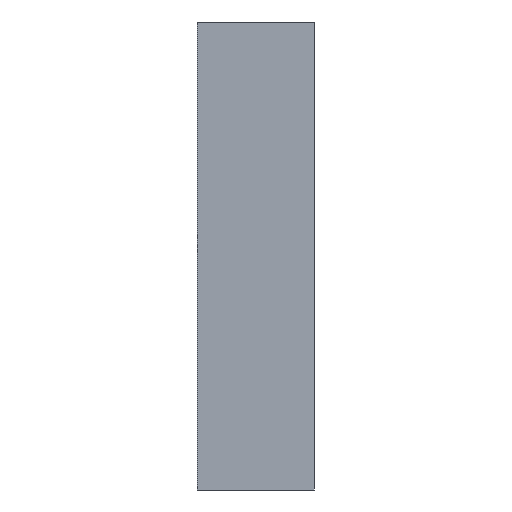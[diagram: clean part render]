
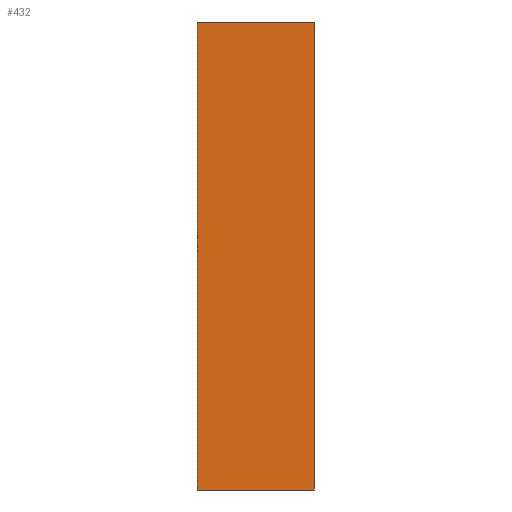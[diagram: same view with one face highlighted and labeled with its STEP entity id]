
A CAD part, left-side view. The second image highlights one B-rep face of the part: STEP entity #432.
In plain terms, the highlighted planar face has unit normal (-1, 0, 0).
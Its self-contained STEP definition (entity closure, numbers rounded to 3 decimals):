
#55 = CARTESIAN_POINT ( 'NONE',  ( -34.5, 4., 8. ) ) ;
#59 = DIRECTION ( 'NONE',  ( 0., 0., 1. ) ) ;
#152 = DIRECTION ( 'NONE',  ( 0., -1., 0. ) ) ;
#167 = CARTESIAN_POINT ( 'NONE',  ( -34.5, 4., 8. ) ) ;
#205 = DIRECTION ( 'NONE',  ( 0., 0., 1. ) ) ;
#211 = CARTESIAN_POINT ( 'NONE',  ( -34.5, 0., 8. ) ) ;
#214 = CARTESIAN_POINT ( 'NONE',  ( -34.5, 4., -8. ) ) ;
#223 = DIRECTION ( 'NONE',  ( 0., -1., 0. ) ) ;
#233 = ORIENTED_EDGE ( 'NONE', *, *, #584, .T. ) ;
#239 = ORIENTED_EDGE ( 'NONE', *, *, #583, .T. ) ;
#241 = ORIENTED_EDGE ( 'NONE', *, *, #587, .F. ) ;
#362 = LINE ( 'NONE', #211, #367 ) ;
#364 = LINE ( 'NONE', #55, #368 ) ;
#365 = LINE ( 'NONE', #214, #370 ) ;
#367 = VECTOR ( 'NONE', #205, 1000. ) ;
#368 = VECTOR ( 'NONE', #59, 1000. ) ;
#370 = VECTOR ( 'NONE', #223, 1000. ) ;
#387 = FACE_OUTER_BOUND ( 'NONE', #563, .T. ) ;
#410 = ORIENTED_EDGE ( 'NONE', *, *, #611, .F. ) ;
#432 = ADVANCED_FACE ( 'NONE', ( #387 ), #1939, .F. ) ;
#488 = AXIS2_PLACEMENT_3D ( 'NONE', #1886, #1936, #1890 ) ;
#520 = VECTOR ( 'NONE', #152, 1000. ) ;
#531 = LINE ( 'NONE', #167, #520 ) ;
#536 = VERTEX_POINT ( 'NONE', #1000 ) ;
#537 = VERTEX_POINT ( 'NONE', #964 ) ;
#538 = VERTEX_POINT ( 'NONE', #1012 ) ;
#546 = VERTEX_POINT ( 'NONE', #874 ) ;
#563 = EDGE_LOOP ( 'NONE', ( #233, #410, #241, #239 ) ) ;
#583 = EDGE_CURVE ( 'NONE', #538, #546, #365, .T. ) ;
#584 = EDGE_CURVE ( 'NONE', #546, #536, #362, .T. ) ;
#587 = EDGE_CURVE ( 'NONE', #538, #537, #364, .T. ) ;
#611 = EDGE_CURVE ( 'NONE', #537, #536, #531, .T. ) ;
#874 = CARTESIAN_POINT ( 'NONE',  ( -34.5, 0., -8. ) ) ;
#964 = CARTESIAN_POINT ( 'NONE',  ( -34.5, 4., 8. ) ) ;
#1000 = CARTESIAN_POINT ( 'NONE',  ( -34.5, 0., 8. ) ) ;
#1012 = CARTESIAN_POINT ( 'NONE',  ( -34.5, 4., -8. ) ) ;
#1886 = CARTESIAN_POINT ( 'NONE',  ( -34.5, 4., 8. ) ) ;
#1890 = DIRECTION ( 'NONE',  ( 0., 0., -1. ) ) ;
#1936 = DIRECTION ( 'NONE',  ( 1., 0., 0. ) ) ;
#1939 = PLANE ( 'NONE',  #488 ) ;
